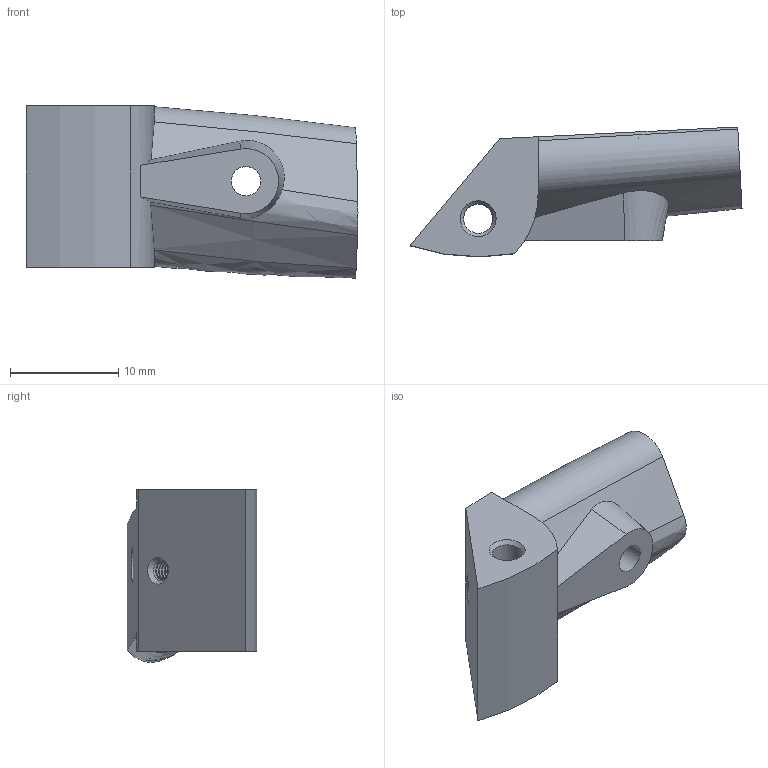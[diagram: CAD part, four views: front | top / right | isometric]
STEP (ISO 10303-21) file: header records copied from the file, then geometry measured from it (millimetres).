
FILE_DESCRIPTION(('FreeCAD Model'),'2;1');
FILE_NAME('Open CASCADE Shape Model','2023-05-21T11:00:57',(''),(''), 'Open CASCADE STEP processor 7.6','FreeCAD','Unknown');
FILE_SCHEMA(('AUTOMOTIVE_DESIGN { 1 0 10303 214 1 1 1 1 }'));
Length unit declared in the file: millimetre
Products named in the file (1): Groove039
Bounding box: 30.62 x 11.97 x 15.9 mm (x, y, z)
Volume: 2738.7 mm3; surface area: 1842.3 mm2
Topology: 1 solids, 1 shells, 133 faces, 335 edges, 205 vertices
Faces by surface type: bspline 85, cylinder 31, plane 10, cone 7
Full cylindrical faces by diameter (mm): 1.619 x24, 2.7 x3, 3.2 x1
Entity records: 22319 total; most frequent: CARTESIAN_POINT 17020, ORIENTED_EDGE 666, PCURVE 666, DEFINITIONAL_REPRESENTATION 666, B_SPLINE_CURVE_WITH_KNOTS 640, DIRECTION 469, EDGE_CURVE 333, LINE 325
